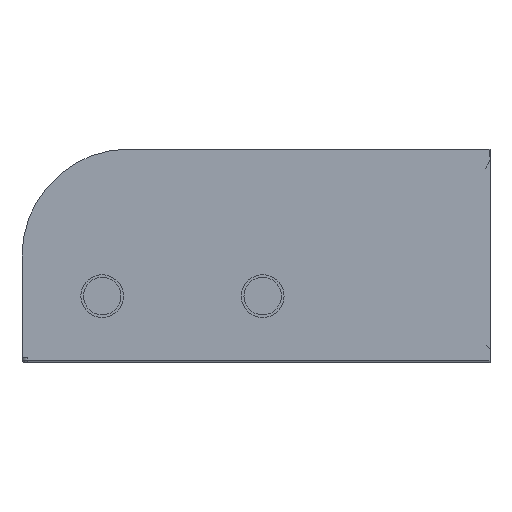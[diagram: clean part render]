
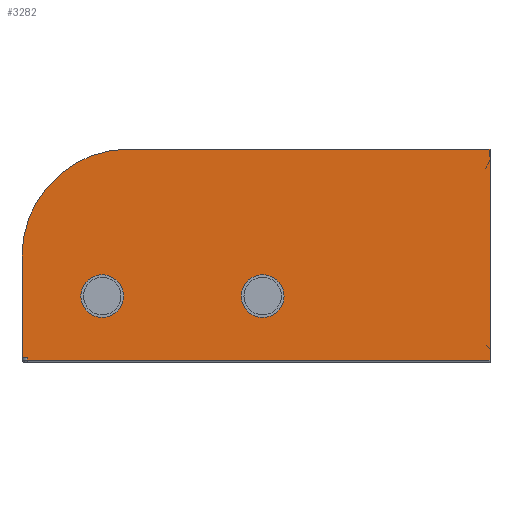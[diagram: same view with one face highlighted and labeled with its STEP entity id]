
A CAD part, left-side view. The second image highlights one B-rep face of the part: STEP entity #3282.
In plain terms, the highlighted planar face has unit normal (-1, 0, 0).
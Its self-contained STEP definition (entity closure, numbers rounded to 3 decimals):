
#214=FACE_BOUND('',#799,.T.);
#215=FACE_BOUND('',#800,.T.);
#352=CIRCLE('',#3643,40.);
#361=CIRCLE('',#3661,8.);
#363=CIRCLE('',#3665,8.);
#557=FACE_OUTER_BOUND('',#798,.T.);
#798=EDGE_LOOP('',(#2947,#2948,#2949,#2950,#2951,#2952,#2953,#2954,#2955));
#799=EDGE_LOOP('',(#2956));
#800=EDGE_LOOP('',(#2957));
#970=LINE('',#5348,#1243);
#987=LINE('',#5402,#1260);
#993=LINE('',#5475,#1266);
#1053=LINE('',#5757,#1326);
#1055=LINE('',#5762,#1328);
#1080=LINE('',#5842,#1353);
#1081=LINE('',#5844,#1354);
#1082=LINE('',#5845,#1355);
#1243=VECTOR('',#4238,10.);
#1260=VECTOR('',#4257,10.);
#1266=VECTOR('',#4281,10.);
#1326=VECTOR('',#4553,10.);
#1328=VECTOR('',#4557,10.);
#1353=VECTOR('',#4654,10.);
#1354=VECTOR('',#4655,10.);
#1355=VECTOR('',#4656,10.);
#1529=VERTEX_POINT('',#5345);
#1530=VERTEX_POINT('',#5347);
#1543=VERTEX_POINT('',#5390);
#1544=VERTEX_POINT('',#5401);
#1611=VERTEX_POINT('',#5743);
#1617=VERTEX_POINT('',#5755);
#1618=VERTEX_POINT('',#5759);
#1633=VERTEX_POINT('',#5823);
#1635=VERTEX_POINT('',#5831);
#1638=VERTEX_POINT('',#5841);
#1639=VERTEX_POINT('',#5843);
#1893=EDGE_CURVE('',#1529,#1530,#970,.T.);
#1912=EDGE_CURVE('',#1543,#1544,#987,.T.);
#1925=EDGE_CURVE('',#1530,#1543,#993,.T.);
#2041=EDGE_CURVE('',#1617,#1611,#1053,.T.);
#2043=EDGE_CURVE('',#1618,#1529,#1055,.T.);
#2054=EDGE_CURVE('',#1611,#1618,#352,.T.);
#2074=EDGE_CURVE('',#1633,#1633,#361,.T.);
#2078=EDGE_CURVE('',#1635,#1635,#363,.T.);
#2082=EDGE_CURVE('',#1617,#1638,#1080,.T.);
#2083=EDGE_CURVE('',#1639,#1638,#1081,.T.);
#2084=EDGE_CURVE('',#1639,#1544,#1082,.T.);
#2947=ORIENTED_EDGE('',*,*,#2054,.F.);
#2948=ORIENTED_EDGE('',*,*,#2041,.F.);
#2949=ORIENTED_EDGE('',*,*,#2082,.T.);
#2950=ORIENTED_EDGE('',*,*,#2083,.F.);
#2951=ORIENTED_EDGE('',*,*,#2084,.T.);
#2952=ORIENTED_EDGE('',*,*,#1912,.F.);
#2953=ORIENTED_EDGE('',*,*,#1925,.F.);
#2954=ORIENTED_EDGE('',*,*,#1893,.F.);
#2955=ORIENTED_EDGE('',*,*,#2043,.F.);
#2956=ORIENTED_EDGE('',*,*,#2074,.T.);
#2957=ORIENTED_EDGE('',*,*,#2078,.T.);
#3093=PLANE('',#3667);
#3282=ADVANCED_FACE('',(#557,#214,#215),#3093,.T.);
#3643=AXIS2_PLACEMENT_3D('',#5786,#4588,#4589);
#3661=AXIS2_PLACEMENT_3D('',#5825,#4635,#4636);
#3665=AXIS2_PLACEMENT_3D('',#5833,#4645,#4646);
#3667=AXIS2_PLACEMENT_3D('',#5840,#4652,#4653);
#4238=DIRECTION('',(0.,0.,-1.));
#4257=DIRECTION('',(0.,0.,-1.));
#4281=DIRECTION('',(0.,0.,-1.));
#4553=DIRECTION('',(0.,0.,1.));
#4557=DIRECTION('',(0.,-1.,0.));
#4588=DIRECTION('center_axis',(1.,0.,0.));
#4589=DIRECTION('ref_axis',(0.,0.707,0.707));
#4635=DIRECTION('center_axis',(1.,0.,0.));
#4636=DIRECTION('ref_axis',(0.,1.,0.));
#4645=DIRECTION('center_axis',(1.,0.,0.));
#4646=DIRECTION('ref_axis',(0.,1.,0.));
#4652=DIRECTION('center_axis',(-1.,0.,0.));
#4653=DIRECTION('ref_axis',(0.,-1.,0.));
#4654=DIRECTION('',(0.,-1.,0.));
#4655=DIRECTION('',(0.,0.,1.));
#4656=DIRECTION('',(0.,-1.,0.));
#5345=CARTESIAN_POINT('',(-75.,-125.,80.));
#5347=CARTESIAN_POINT('',(-75.,-125.,75.929));
#5348=CARTESIAN_POINT('',(-75.,-125.,2.));
#5390=CARTESIAN_POINT('',(-75.,-125.,5.312));
#5401=CARTESIAN_POINT('',(-75.,-125.,1.));
#5402=CARTESIAN_POINT('',(-75.,-125.,2.));
#5475=CARTESIAN_POINT('',(-75.,-125.,2.));
#5743=CARTESIAN_POINT('',(-75.,50.,40.));
#5755=CARTESIAN_POINT('',(-75.,50.,2.));
#5757=CARTESIAN_POINT('',(-75.,50.,2.));
#5759=CARTESIAN_POINT('',(-75.,10.,80.));
#5762=CARTESIAN_POINT('',(-75.,50.,80.));
#5786=CARTESIAN_POINT('Origin',(-75.,10.,40.));
#5823=CARTESIAN_POINT('',(-75.,-48.,25.));
#5825=CARTESIAN_POINT('Origin',(-75.,-40.,25.));
#5831=CARTESIAN_POINT('',(-75.,12.,25.));
#5833=CARTESIAN_POINT('Origin',(-75.,20.,25.));
#5840=CARTESIAN_POINT('Origin',(-75.,50.,0.));
#5841=CARTESIAN_POINT('',(-75.,48.,2.));
#5842=CARTESIAN_POINT('',(-75.,50.,2.));
#5843=CARTESIAN_POINT('',(-75.,48.,1.));
#5844=CARTESIAN_POINT('',(-75.,48.,0.));
#5845=CARTESIAN_POINT('',(-75.,-50.,1.));
